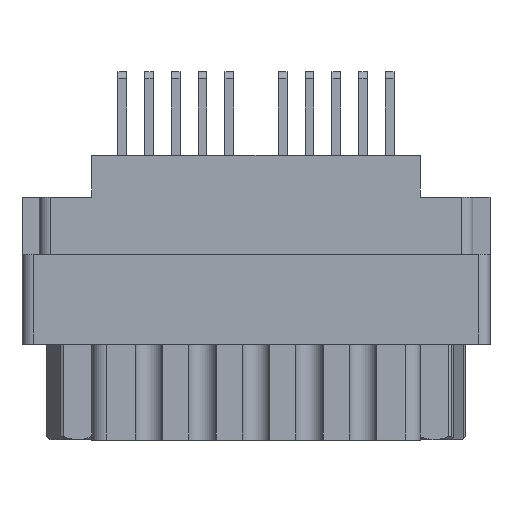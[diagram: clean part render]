
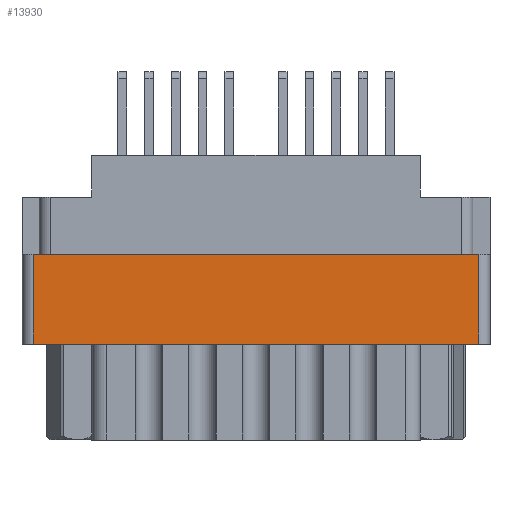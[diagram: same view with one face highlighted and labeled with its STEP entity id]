
A CAD part, front view. The second image highlights one B-rep face of the part: STEP entity #13930.
In plain terms, the highlighted planar face has unit normal (0, -1, 0).
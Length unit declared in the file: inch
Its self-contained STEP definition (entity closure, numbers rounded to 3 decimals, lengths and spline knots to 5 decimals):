
#582 = CARTESIAN_POINT ( 'NONE',  ( -0.624, -0.343, -0.529 ) ) ;
#1787 = LINE ( 'NONE', #36749, #18901 ) ;
#1817 = CARTESIAN_POINT ( 'NONE',  ( -0.624, -0.343, -0.798 ) ) ;
#1895 = LINE ( 'NONE', #1817, #26139 ) ;
#5687 = DIRECTION ( 'NONE',  ( 0., 0., -1. ) ) ;
#7146 = CARTESIAN_POINT ( 'NONE',  ( -0.624, -0.343, -0.277 ) ) ;
#7186 = ORIENTED_EDGE ( 'NONE', *, *, #30010, .T. ) ;
#8357 = CARTESIAN_POINT ( 'NONE',  ( 0.624, -0.343, -0.529 ) ) ;
#9998 = EDGE_CURVE ( 'NONE', #16936, #21698, #15634, .T. ) ;
#10998 = ORIENTED_EDGE ( 'NONE', *, *, #21056, .F. ) ;
#11355 = DIRECTION ( 'NONE',  ( 0., -1., 0. ) ) ;
#12385 = CARTESIAN_POINT ( 'NONE',  ( 0., -0.343, -0.529 ) ) ;
#12469 = ORIENTED_EDGE ( 'NONE', *, *, #34807, .T. ) ;
#12513 = DIRECTION ( 'NONE',  ( -1., 0., 0. ) ) ;
#13041 = EDGE_LOOP ( 'NONE', ( #23291, #12469, #10998, #7186 ) ) ;
#13473 = CARTESIAN_POINT ( 'NONE',  ( 0., -0.343, -0.277 ) ) ;
#13930 = ADVANCED_FACE ( 'NONE', ( #14008 ), #19652, .T. ) ;
#14008 = FACE_OUTER_BOUND ( 'NONE', #13041, .T. ) ;
#14509 = VECTOR ( 'NONE', #12513, 39.37008 ) ;
#14962 = VERTEX_POINT ( 'NONE', #582 ) ;
#15634 = LINE ( 'NONE', #13473, #34480 ) ;
#16189 = DIRECTION ( 'NONE',  ( 0., 0., -1. ) ) ;
#16936 = VERTEX_POINT ( 'NONE', #7146 ) ;
#17131 = DIRECTION ( 'NONE',  ( 0., 0., 1. ) ) ;
#18095 = LINE ( 'NONE', #12385, #14509 ) ;
#18901 = VECTOR ( 'NONE', #17131, 39.37008 ) ;
#19652 = PLANE ( 'NONE',  #23920 ) ;
#21056 = EDGE_CURVE ( 'NONE', #33720, #14962, #18095, .T. ) ;
#21698 = VERTEX_POINT ( 'NONE', #35926 ) ;
#23291 = ORIENTED_EDGE ( 'NONE', *, *, #9998, .F. ) ;
#23920 = AXIS2_PLACEMENT_3D ( 'NONE', #28319, #11355, #5687 ) ;
#26139 = VECTOR ( 'NONE', #16189, 39.37008 ) ;
#28319 = CARTESIAN_POINT ( 'NONE',  ( -0.656, -0.343, -0.798 ) ) ;
#30010 = EDGE_CURVE ( 'NONE', #33720, #21698, #1787, .T. ) ;
#30777 = DIRECTION ( 'NONE',  ( 1., 0., 0. ) ) ;
#33720 = VERTEX_POINT ( 'NONE', #8357 ) ;
#34480 = VECTOR ( 'NONE', #30777, 39.37008 ) ;
#34807 = EDGE_CURVE ( 'NONE', #16936, #14962, #1895, .T. ) ;
#35926 = CARTESIAN_POINT ( 'NONE',  ( 0.624, -0.343, -0.277 ) ) ;
#36749 = CARTESIAN_POINT ( 'NONE',  ( 0.624, -0.343, -0.798 ) ) ;
